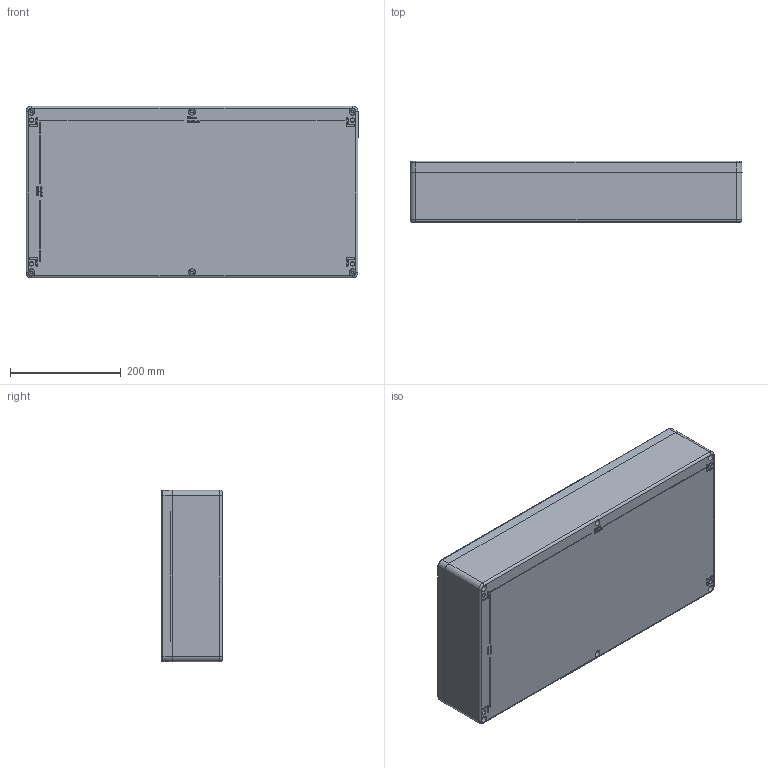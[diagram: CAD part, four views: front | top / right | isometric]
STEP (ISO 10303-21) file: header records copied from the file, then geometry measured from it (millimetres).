
FILE_DESCRIPTION(/* description */ (''),/* implementation_level */ '2;1');
FILE_NAME(/* name */ '09603111000-RST.stp',/* time_stamp */ '2021-09-06T15:04:04+02:00',/* author */ ('sl'),/* organization */ (''),/* preprocessor_version */ 'ST-DEVELOPER v16.5',/* originating_system */ 'Autodesk Inventor 2017',/* authorisation */ '');
FILE_SCHEMA (('AUTOMOTIVE_DESIGN { 1 0 10303 214 3 1 1 }'));
Products named in the file (8): Alu-Gehäuse-40-BG-0001-09_603111_000; Deckel-Alu-Gehäuse-40-BT-0002-09_603111_000; 04072_Standard; Dichtlippe-Alu-Gehäuse-40-BT-0003-09_603111_000; UT-Alu-Gehäuse-40-BG-0003-09_603111_000; Erdung-Edelstahl-Gehäuse-01-BT-0002-20101006000; UT-Alu-Gehäuse-40-BT-0002-09_603111_000; Schraube-M6x25-10
Assembly tree (16 placements, depth 3):
  Alu-Gehäuse-40-BG-0001-09_603111_000
    Deckel-Alu-Gehäuse-40-BT-0002-09_603111_000
      04072_Standard
      Dichtlippe-Alu-Gehäuse-40-BT-0003-09_603111_000
      Erdung-Edelstahl-Gehäuse-01-BT-0002-20101006000
    UT-Alu-Gehäuse-40-BG-0003-09_603111_000
      Erdung-Edelstahl-Gehäuse-01-BT-0002-20101006000  x4
      UT-Alu-Gehäuse-40-BT-0002-09_603111_000
    Schraube-M6x25-10  x6
Bounding box: 600 x 111 x 310 mm (x, y, z)
Volume: 3386525.1 mm3; surface area: 1176624.7 mm2
Topology: 14 solids, 14 shells, 1985 faces, 4811 edges, 2943 vertices
Faces by surface type: bspline 808, plane 609, cylinder 375, torus 98, cone 95
Full cylindrical faces by diameter (mm): 4.7 x5, 5 x17, 5.3 x6, 6 x6, 7 x6, 8 x5
Entity records: 95341 total; most frequent: CARTESIAN_POINT 58993, ORIENTED_EDGE 8078, DIRECTION 6264, EDGE_CURVE 4039, VERTEX_POINT 2518, AXIS2_PLACEMENT_3D 2282, EDGE_LOOP 2005, FACE_OUTER_BOUND 1751
